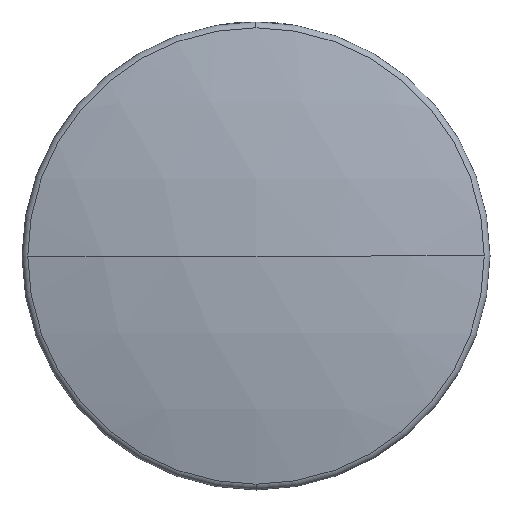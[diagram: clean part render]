
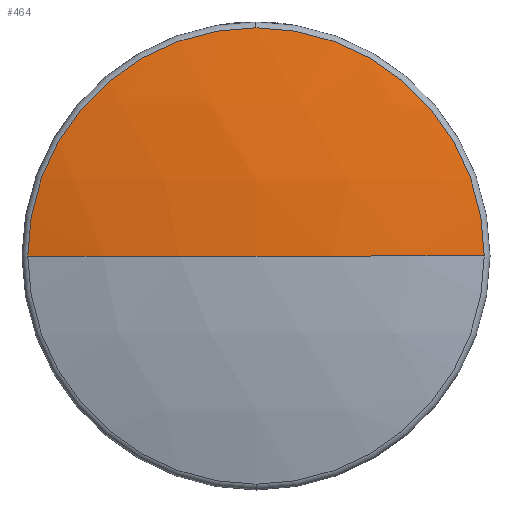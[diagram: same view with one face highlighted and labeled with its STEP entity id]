
A CAD part, left-side view. The second image highlights one B-rep face of the part: STEP entity #464.
In plain terms, the highlighted spherical face has radius 105.667 mm.
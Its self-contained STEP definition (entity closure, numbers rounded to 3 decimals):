
#13 = EDGE_CURVE ( 'NONE', #137, #63, #224, .T. ) ;
#63 = VERTEX_POINT ( 'NONE', #687 ) ;
#66 = DIRECTION ( 'NONE',  ( 0., 1., 0. ) ) ;
#101 = DIRECTION ( 'NONE',  ( -1., 0., 0. ) ) ;
#111 = CARTESIAN_POINT ( 'NONE',  ( 2.852, 0., 0. ) ) ;
#129 = AXIS2_PLACEMENT_3D ( 'NONE', #632, #633, #141 ) ;
#131 = DIRECTION ( 'NONE',  ( 0., -1., 0. ) ) ;
#137 = VERTEX_POINT ( 'NONE', #754 ) ;
#141 = DIRECTION ( 'NONE',  ( 0., 0., -1. ) ) ;
#169 = DIRECTION ( 'NONE',  ( -1., 0., 0. ) ) ;
#184 = ORIENTED_EDGE ( 'NONE', *, *, #252, .T. ) ;
#197 = EDGE_CURVE ( 'NONE', #458, #756, #501, .T. ) ;
#224 = CIRCLE ( 'NONE', #282, 105.667 ) ;
#248 = EDGE_LOOP ( 'NONE', ( #693, #436, #184, #616 ) ) ;
#252 = EDGE_CURVE ( 'NONE', #63, #458, #403, .T. ) ;
#253 = CARTESIAN_POINT ( 'NONE',  ( 105.667, 0., 0. ) ) ;
#262 = AXIS2_PLACEMENT_3D ( 'NONE', #472, #647, #66 ) ;
#270 = EDGE_CURVE ( 'NONE', #137, #756, #317, .T. ) ;
#282 = AXIS2_PLACEMENT_3D ( 'NONE', #253, #679, #131 ) ;
#310 = CARTESIAN_POINT ( 'NONE',  ( 2.852, 24.385, 0. ) ) ;
#317 = CIRCLE ( 'NONE', #772, 105.667 ) ;
#352 = FACE_OUTER_BOUND ( 'NONE', #248, .T. ) ;
#356 = SPHERICAL_SURFACE ( 'NONE', #262, 105.667 ) ;
#403 = CIRCLE ( 'NONE', #678, 24.385 ) ;
#436 = ORIENTED_EDGE ( 'NONE', *, *, #13, .T. ) ;
#458 = VERTEX_POINT ( 'NONE', #523 ) ;
#464 = ADVANCED_FACE ( 'NONE', ( #352 ), #356, .T. ) ;
#472 = CARTESIAN_POINT ( 'NONE',  ( 105.667, 0., 0. ) ) ;
#501 = CIRCLE ( 'NONE', #129, 24.385 ) ;
#523 = CARTESIAN_POINT ( 'NONE',  ( 2.852, 0., 24.385 ) ) ;
#582 = DIRECTION ( 'NONE',  ( 0., 0., -1. ) ) ;
#585 = CARTESIAN_POINT ( 'NONE',  ( 105.667, 0., 0. ) ) ;
#616 = ORIENTED_EDGE ( 'NONE', *, *, #197, .T. ) ;
#632 = CARTESIAN_POINT ( 'NONE',  ( 2.852, 0., 0. ) ) ;
#633 = DIRECTION ( 'NONE',  ( -1., 0., 0. ) ) ;
#647 = DIRECTION ( 'NONE',  ( 0., 0., 1. ) ) ;
#678 = AXIS2_PLACEMENT_3D ( 'NONE', #111, #101, #721 ) ;
#679 = DIRECTION ( 'NONE',  ( 0., 0., 1. ) ) ;
#687 = CARTESIAN_POINT ( 'NONE',  ( 2.852, -24.385, 0. ) ) ;
#693 = ORIENTED_EDGE ( 'NONE', *, *, #270, .F. ) ;
#721 = DIRECTION ( 'NONE',  ( 0., 0., -1. ) ) ;
#754 = CARTESIAN_POINT ( 'NONE',  ( 0., 0., 0. ) ) ;
#756 = VERTEX_POINT ( 'NONE', #310 ) ;
#772 = AXIS2_PLACEMENT_3D ( 'NONE', #585, #582, #169 ) ;
